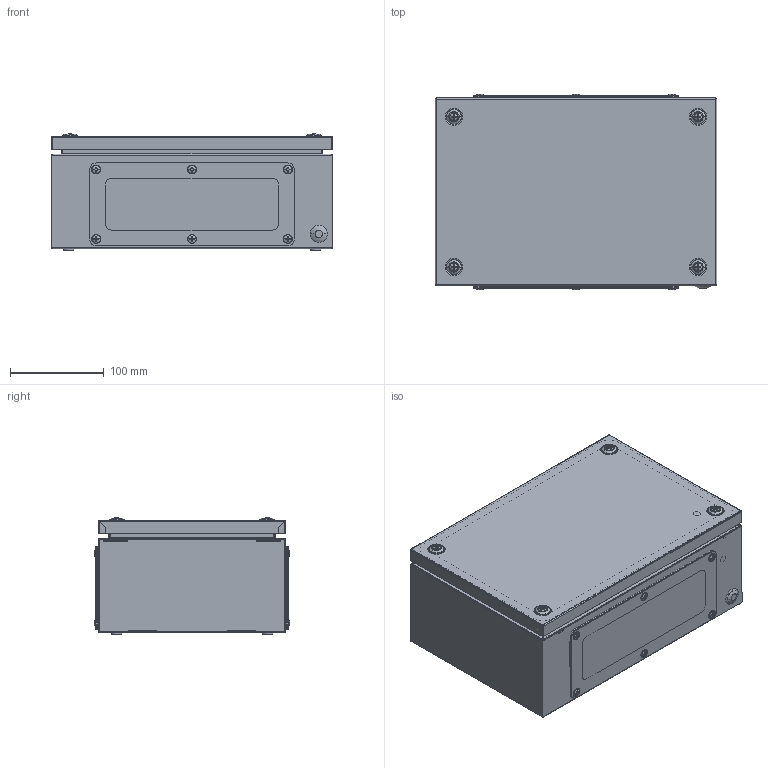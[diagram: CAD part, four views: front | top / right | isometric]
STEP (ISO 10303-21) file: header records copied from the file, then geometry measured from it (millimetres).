
FILE_DESCRIPTION (( 'STEP AP203' ), '1' );
FILE_NAME ('300x200x120 R5CDE32120F.step', '2012-05-12T14:01:11', ( 'User' ), ( 'DKC' ), 'SwSTEP 2.0', 'SolidWorks 2011', '' );
FILE_SCHEMA (( 'CONFIG_CONTROL_DESIGN' ));
Products named in the file (22): 300x200x120 R5CDE32120F; Tapping screw 4.2x9.5_Screw DIN 968-ST4.2x9.5-R-H-S; Mounting plates_300x200; AC00C323_Default; Screw M5 CDE AC00C324; Cover CDE 1mm_300x200; sealant for cover CDE_300x200; Frame CDE with flanges K0 1mm_300x200x120; end-cap_AC00C061; land; Çåðêàëüíî îòðàçèòüÇåðêàëüíî îòðàçèòüSquadretta fissaggio_Default; Çåðêàëüíî îòðàçèòüSquadretta fissaggio1_Default; Çåðêàëüíî îòðàçèòüSquadretta fissaggio_Default; Squadretta fissaggio_CD01C555; Traversino CD01C550_200; Tapping screw 4.8x9.5 AC00C352_AC00C352; flange CDE_CD01C055; Guarnizione CDE AC00C326_Default; End-cup AC00C317_Default; AC00C316_AC00C316; Frame CDE with flanges 1mm_300x200x120
Assembly tree (49 placements, depth 3):
  300x200x120 R5CDE32120F
    Tapping screw 4.2x9.5_Screw DIN 968-ST4.2x9.5-R-H-S  x4
    Screw M5 CDE AC00C324  x4
    AC00C323_Default  x4
    Cover CDE 1mm_300x200
      sealant for cover CDE_300x200
      end-cap_AC00C061
      Cover CDE 1mm_300x200
      land
    Mounting plates_300x200
    Frame CDE with flanges K0 1mm_300x200x120
      Tapping screw 4.8x9.5 AC00C352_AC00C352  x12
      Çåðêàëüíî îòðàçèòüSquadretta fissaggio1_Default
      Squadretta fissaggio_CD01C555
      AC00C316_AC00C316
      end-cap_AC00C061
      End-cup AC00C317_Default  x4
      land
      Traversino CD01C550_200  x2
      Çåðêàëüíî îòðàçèòüÇåðêàëüíî îòðàçèòüSquadretta fissaggio_Default
      Guarnizione CDE AC00C326_Default  x2
      flange CDE_CD01C055  x2
      Çåðêàëüíî îòðàçèòüSquadretta fissaggio_Default
      Frame CDE with flanges 1mm_300x200x120
Bounding box: 300 x 208.25 x 124.18 mm (x, y, z)
Volume: 510447.4 mm3; surface area: 768893.6 mm2
Topology: 49 solids, 49 shells, 3001 faces, 7527 edges, 4682 vertices
Faces by surface type: plane 998, cylinder 791, bspline 614, cone 464, torus 84, sphere 50
Entity records: 115306 total; most frequent: CARTESIAN_POINT 82728, ORIENTED_EDGE 6784, DIRECTION 5310, EDGE_CURVE 3392, VERTEX_POINT 2110, AXIS2_PLACEMENT_3D 1939, EDGE_LOOP 1470, LINE 1432
